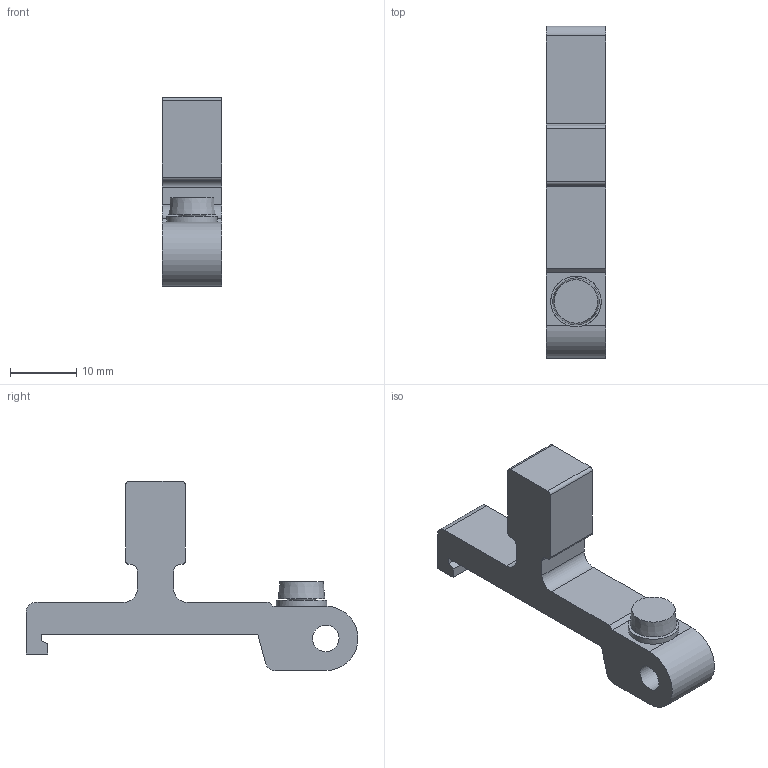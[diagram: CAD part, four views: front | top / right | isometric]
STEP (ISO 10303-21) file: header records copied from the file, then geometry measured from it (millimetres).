
FILE_DESCRIPTION(/* description */ (''),/* implementation_level */ '2;1');
FILE_NAME(/* name */ '30370.stp',/* time_stamp */ '2025-09-19T11:27:07+02:00',/* author */ ('wisselmann'),/* organization */ (''),/* preprocessor_version */ 'ST-DEVELOPER v17.2',/* originating_system */ 'Autodesk Inventor 2019',/* authorisation */ '');
FILE_SCHEMA (('CONFIG_CONTROL_DESIGN'));
Length unit declared in the file: millimetre
Products named in the file (1): W156953_Shrinkwrap_1
Bounding box: 9 x 50 x 28.5 mm (x, y, z)
Volume: 4112.7 mm3; surface area: 2602.7 mm2
Topology: 1 solids, 1 shells, 44 faces, 119 edges, 79 vertices
Faces by surface type: plane 27, cylinder 14, cone 3
Full cylindrical faces by diameter (mm): 4 x1
Entity records: 1499 total; most frequent: DIRECTION 250, CARTESIAN_POINT 243, ORIENTED_EDGE 238, EDGE_CURVE 119, AXIS2_PLACEMENT_3D 86, VERTEX_POINT 79, LINE 78, VECTOR 78
